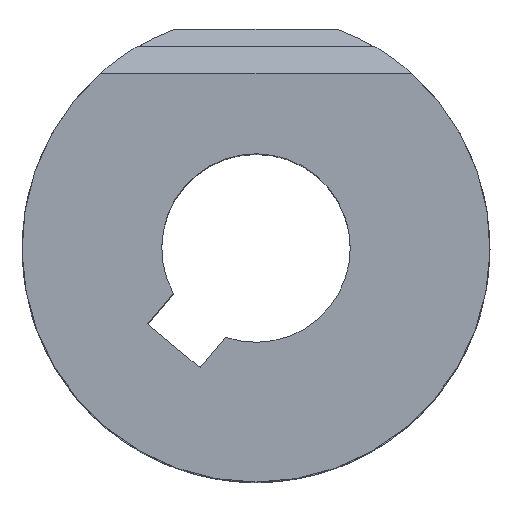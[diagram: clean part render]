
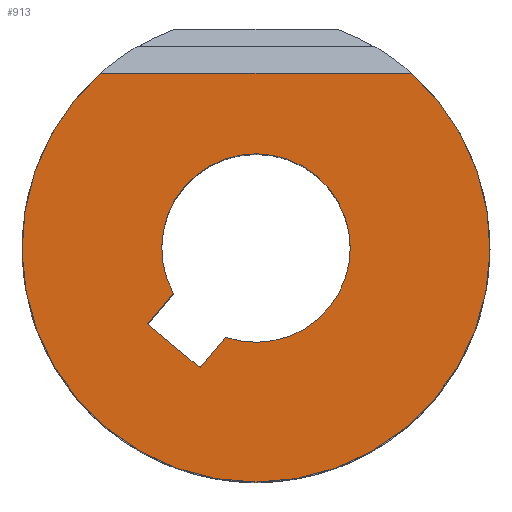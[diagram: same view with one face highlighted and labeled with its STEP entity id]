
A CAD part, top view. The second image highlights one B-rep face of the part: STEP entity #913.
In plain terms, the highlighted planar face has unit normal (0, 0, 1).
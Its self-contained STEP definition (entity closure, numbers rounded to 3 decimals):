
#150=FACE_BOUND('',#228,.T.);
#155=CIRCLE('',#988,17.5);
#156=CIRCLE('',#989,7.05);
#172=FACE_OUTER_BOUND('',#227,.T.);
#227=EDGE_LOOP('',(#592,#593));
#228=EDGE_LOOP('',(#594,#595,#596,#597));
#292=LINE('',#1246,#312);
#293=LINE('',#1254,#313);
#294=LINE('',#1256,#314);
#295=LINE('',#1257,#315);
#312=VECTOR('',#1075,10.);
#313=VECTOR('',#1084,10.);
#314=VECTOR('',#1085,10.);
#315=VECTOR('',#1086,10.);
#336=VERTEX_POINT('',#1243);
#337=VERTEX_POINT('',#1245);
#338=VERTEX_POINT('',#1250);
#339=VERTEX_POINT('',#1251);
#340=VERTEX_POINT('',#1253);
#341=VERTEX_POINT('',#1255);
#438=EDGE_CURVE('',#337,#336,#292,.T.);
#440=EDGE_CURVE('',#336,#337,#155,.T.);
#441=EDGE_CURVE('',#338,#339,#156,.T.);
#442=EDGE_CURVE('',#339,#340,#293,.T.);
#443=EDGE_CURVE('',#340,#341,#294,.T.);
#444=EDGE_CURVE('',#341,#338,#295,.T.);
#592=ORIENTED_EDGE('',*,*,#438,.T.);
#593=ORIENTED_EDGE('',*,*,#440,.T.);
#594=ORIENTED_EDGE('',*,*,#441,.T.);
#595=ORIENTED_EDGE('',*,*,#442,.T.);
#596=ORIENTED_EDGE('',*,*,#443,.T.);
#597=ORIENTED_EDGE('',*,*,#444,.T.);
#883=PLANE('',#987);
#913=ADVANCED_FACE('',(#172,#150),#883,.T.);
#987=AXIS2_PLACEMENT_3D('',#1248,#1078,#1079);
#988=AXIS2_PLACEMENT_3D('',#1249,#1080,#1081);
#989=AXIS2_PLACEMENT_3D('',#1252,#1082,#1083);
#1075=DIRECTION('',(-1.,0.,0.));
#1078=DIRECTION('center_axis',(0.,0.,1.));
#1079=DIRECTION('ref_axis',(0.766,-0.643,0.));
#1080=DIRECTION('center_axis',(0.,0.,1.));
#1081=DIRECTION('ref_axis',(0.94,-0.342,0.));
#1082=DIRECTION('center_axis',(0.,0.,-1.));
#1083=DIRECTION('ref_axis',(0.766,-0.643,0.));
#1084=DIRECTION('',(-0.643,-0.766,0.));
#1085=DIRECTION('',(-0.766,0.643,0.));
#1086=DIRECTION('',(0.643,0.766,0.));
#1243=CARTESIAN_POINT('',(-11.629,13.077,14.5));
#1245=CARTESIAN_POINT('',(11.629,13.077,14.5));
#1246=CARTESIAN_POINT('',(0.207,13.077,14.5));
#1248=CARTESIAN_POINT('Origin',(0.,0.,14.5));
#1249=CARTESIAN_POINT('Origin',(0.,0.,14.5));
#1250=CARTESIAN_POINT('',(-6.178,-3.396,14.5));
#1251=CARTESIAN_POINT('',(-2.271,-6.674,14.5));
#1252=CARTESIAN_POINT('Origin',(0.,0.,14.5));
#1253=CARTESIAN_POINT('',(-4.185,-8.955,14.5));
#1254=CARTESIAN_POINT('',(-0.843,-4.971,14.5));
#1255=CARTESIAN_POINT('',(-8.092,-5.677,14.5));
#1256=CARTESIAN_POINT('',(-4.185,-8.955,14.5));
#1257=CARTESIAN_POINT('',(-8.092,-5.677,14.5));
